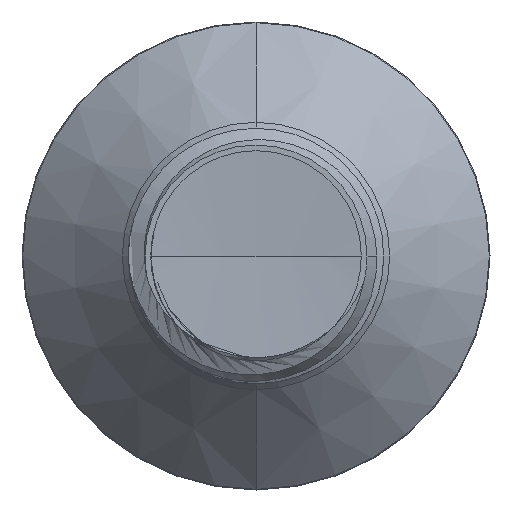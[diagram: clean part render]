
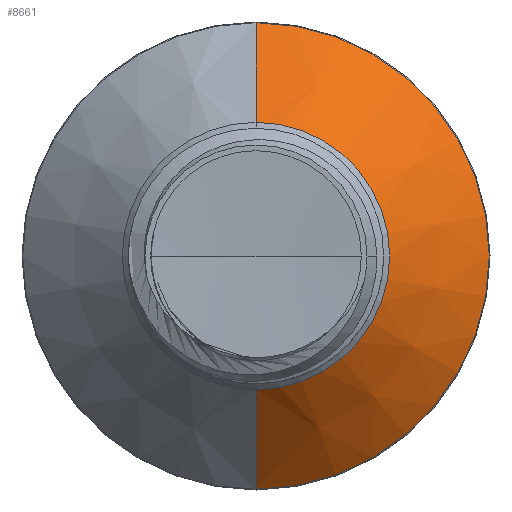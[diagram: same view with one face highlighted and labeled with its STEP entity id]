
A CAD part, front view. The second image highlights one B-rep face of the part: STEP entity #8661.
In plain terms, the highlighted conical face has half-angle 45 degrees and reference radius 3.141 mm.
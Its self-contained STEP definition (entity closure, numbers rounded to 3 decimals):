
#1716 = DIRECTION ( 'NONE',  ( 0., 0.707, 0.707 ) ) ;
#3791 = FACE_OUTER_BOUND ( 'NONE', #18823, .T. ) ;
#4937 = ORIENTED_EDGE ( 'NONE', *, *, #18553, .F. ) ;
#6884 = AXIS2_PLACEMENT_3D ( 'NONE', #8036, #30140, #11270 ) ;
#7163 = CARTESIAN_POINT ( 'NONE',  ( 0., 18.969, 0. ) ) ;
#8036 = CARTESIAN_POINT ( 'NONE',  ( 0., 21.31, 0. ) ) ;
#8147 = VERTEX_POINT ( 'NONE', #31439 ) ;
#8661 = ADVANCED_FACE ( 'NONE', ( #3791 ), #19977, .T. ) ;
#9068 = CARTESIAN_POINT ( 'NONE',  ( 0., 21.31, 5.483 ) ) ;
#10426 = DIRECTION ( 'NONE',  ( 0., 0., 1. ) ) ;
#11270 = DIRECTION ( 'NONE',  ( 0., 0., 1. ) ) ;
#11501 = CARTESIAN_POINT ( 'NONE',  ( 0., 21.31, -5.483 ) ) ;
#11603 = CARTESIAN_POINT ( 'NONE',  ( 0., 18.969, 3.141 ) ) ;
#11689 = DIRECTION ( 'NONE',  ( 0., 1., 0. ) ) ;
#11880 = LINE ( 'NONE', #11603, #27769 ) ;
#13569 = ORIENTED_EDGE ( 'NONE', *, *, #16393, .F. ) ;
#16393 = EDGE_CURVE ( 'NONE', #8147, #39584, #11880, .T. ) ;
#17445 = AXIS2_PLACEMENT_3D ( 'NONE', #7163, #29372, #10426 ) ;
#18288 = CARTESIAN_POINT ( 'NONE',  ( 0., 18.969, 0. ) ) ;
#18553 = EDGE_CURVE ( 'NONE', #39584, #20325, #27274, .T. ) ;
#18823 = EDGE_LOOP ( 'NONE', ( #29351, #36888, #4937, #13569 ) ) ;
#19977 = CONICAL_SURFACE ( 'NONE', #39691, 3.141, 0.785 ) ;
#20325 = VERTEX_POINT ( 'NONE', #11501 ) ;
#20665 = EDGE_CURVE ( 'NONE', #24024, #20325, #26771, .T. ) ;
#21296 = DIRECTION ( 'NONE',  ( 0., 0.707, -0.707 ) ) ;
#22788 = EDGE_CURVE ( 'NONE', #8147, #24024, #33214, .T. ) ;
#24024 = VERTEX_POINT ( 'NONE', #37570 ) ;
#26771 = LINE ( 'NONE', #30470, #40029 ) ;
#27274 = CIRCLE ( 'NONE', #6884, 5.483 ) ;
#27769 = VECTOR ( 'NONE', #1716, 1000. ) ;
#29351 = ORIENTED_EDGE ( 'NONE', *, *, #22788, .T. ) ;
#29372 = DIRECTION ( 'NONE',  ( 0., 1., 0. ) ) ;
#30132 = DIRECTION ( 'NONE',  ( 0., 0., 1. ) ) ;
#30140 = DIRECTION ( 'NONE',  ( 0., 1., 0. ) ) ;
#30470 = CARTESIAN_POINT ( 'NONE',  ( 0., 18.969, -3.141 ) ) ;
#31439 = CARTESIAN_POINT ( 'NONE',  ( 0., 18.969, 3.141 ) ) ;
#33214 = CIRCLE ( 'NONE', #17445, 3.141 ) ;
#36888 = ORIENTED_EDGE ( 'NONE', *, *, #20665, .T. ) ;
#37570 = CARTESIAN_POINT ( 'NONE',  ( 0., 18.969, -3.141 ) ) ;
#39584 = VERTEX_POINT ( 'NONE', #9068 ) ;
#39691 = AXIS2_PLACEMENT_3D ( 'NONE', #18288, #11689, #30132 ) ;
#40029 = VECTOR ( 'NONE', #21296, 1000. ) ;
